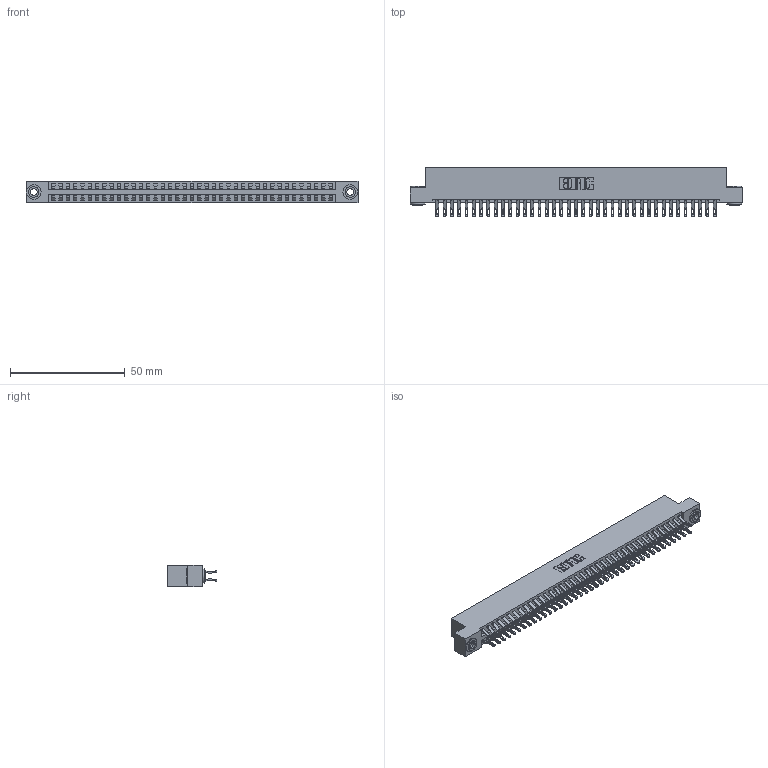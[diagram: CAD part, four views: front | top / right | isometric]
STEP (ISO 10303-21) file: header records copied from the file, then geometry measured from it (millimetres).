
FILE_DESCRIPTION (( 'STEP AP203' ), '1' );
FILE_NAME ('346-078-555-203.STEP', '2022-05-25T14:20:45', ( '' ), ( '' ), 'SwSTEP 2.0', 'SolidWorks 2020', '' );
FILE_SCHEMA (( 'CONFIG_CONTROL_DESIGN' ));
Length unit declared in the file: inch
Products named in the file (4): 345-250-002_345-250-002-102; 345-292-001_555 Tail; 346-078-555-203; 346 Part_Flush Mounting Lugs - 0.156 Dia-TH
Assembly tree (81 placements, depth 2):
  346-078-555-203
    346 Part_Flush Mounting Lugs - 0.156 Dia-TH
    345-292-001_555 Tail  x78
    345-250-002_345-250-002-102  x2
Bounding box: 144.4 x 21.46 x 9.4 mm (x, y, z)
Volume: 14284.9 mm3; surface area: 20643.7 mm2
Topology: 81 solids, 81 shells, 4698 faces, 14715 edges, 9806 vertices
Faces by surface type: plane 2674, cylinder 2016, cone 8
Entity records: 27248 total; most frequent: CARTESIAN_POINT 4511, ORIENTED_EDGE 4406, DIRECTION 4025, EDGE_CURVE 2203, LINE 1871, VECTOR 1871, VERTEX_POINT 1466, AXIS2_PLACEMENT_3D 1077
